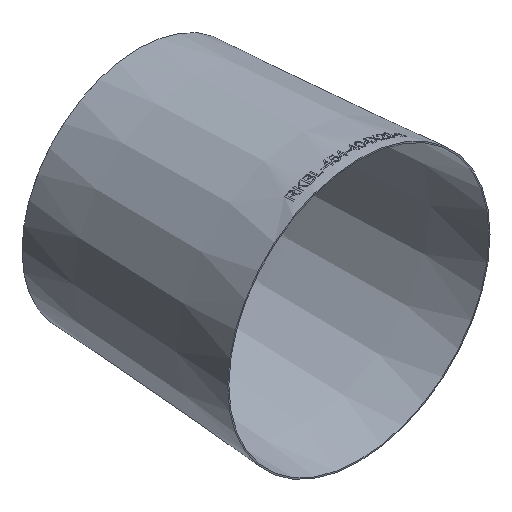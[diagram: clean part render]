
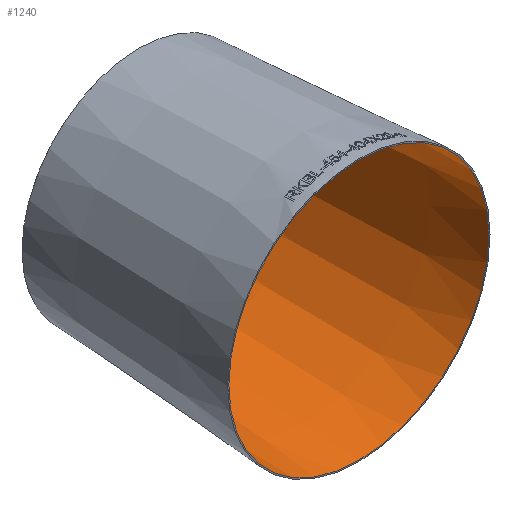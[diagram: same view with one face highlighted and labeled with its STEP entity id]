
A CAD part, isometric view. The second image highlights one B-rep face of the part: STEP entity #1240.
In plain terms, the highlighted conical face has half-angle 3.754 degrees and reference radius 224.996 mm.
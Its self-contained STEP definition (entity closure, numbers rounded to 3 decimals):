
#1240 = ADVANCED_FACE ( 'NONE', ( #3035, #24006 ), #22818, .F. ) ;
#2422 = CIRCLE ( 'NONE', #19297, 224.996 ) ;
#2459 = DIRECTION ( 'NONE',  ( 0., 0., -1. ) ) ;
#3035 = FACE_BOUND ( 'NONE', #18919, .T. ) ;
#7337 = VERTEX_POINT ( 'NONE', #25967 ) ;
#8225 = ORIENTED_EDGE ( 'NONE', *, *, #26221, .F. ) ;
#8312 = DIRECTION ( 'NONE',  ( 0., 0., -1. ) ) ;
#10222 = DIRECTION ( 'NONE',  ( 0., -1., 0. ) ) ;
#12621 = CARTESIAN_POINT ( 'NONE',  ( 0., 0., 0. ) ) ;
#12932 = AXIS2_PLACEMENT_3D ( 'NONE', #29470, #20359, #20650 ) ;
#14416 = EDGE_LOOP ( 'NONE', ( #27585 ) ) ;
#18919 = EDGE_LOOP ( 'NONE', ( #8225 ) ) ;
#19297 = AXIS2_PLACEMENT_3D ( 'NONE', #22014, #10222, #2459 ) ;
#19347 = AXIS2_PLACEMENT_3D ( 'NONE', #12621, #29691, #8312 ) ;
#20359 = DIRECTION ( 'NONE',  ( 0., -1., 0. ) ) ;
#20650 = DIRECTION ( 'NONE',  ( 0., 0., -1. ) ) ;
#21392 = CIRCLE ( 'NONE', #12932, 199.996 ) ;
#22014 = CARTESIAN_POINT ( 'NONE',  ( 0., 0., 0. ) ) ;
#22818 = CONICAL_SURFACE ( 'NONE', #19347, 224.996, 0.066 ) ;
#24006 = FACE_OUTER_BOUND ( 'NONE', #14416, .T. ) ;
#25206 = EDGE_CURVE ( 'NONE', #27967, #27967, #2422, .T. ) ;
#25967 = CARTESIAN_POINT ( 'NONE',  ( 0., 381., -199.996 ) ) ;
#26221 = EDGE_CURVE ( 'NONE', #7337, #7337, #21392, .T. ) ;
#27585 = ORIENTED_EDGE ( 'NONE', *, *, #25206, .T. ) ;
#27967 = VERTEX_POINT ( 'NONE', #28581 ) ;
#28581 = CARTESIAN_POINT ( 'NONE',  ( 0., 0., -224.996 ) ) ;
#29470 = CARTESIAN_POINT ( 'NONE',  ( 0., 381., 0. ) ) ;
#29691 = DIRECTION ( 'NONE',  ( 0., -1., 0. ) ) ;
